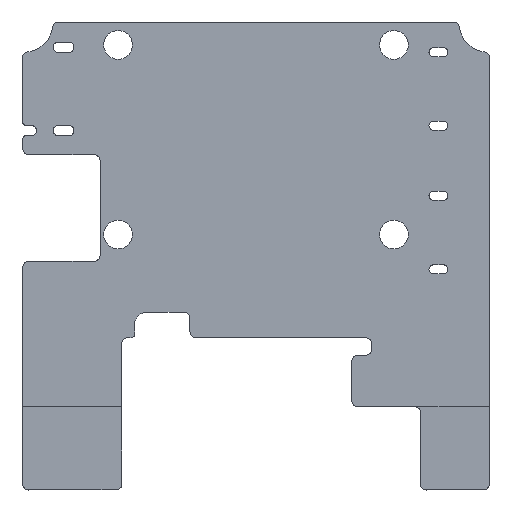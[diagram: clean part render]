
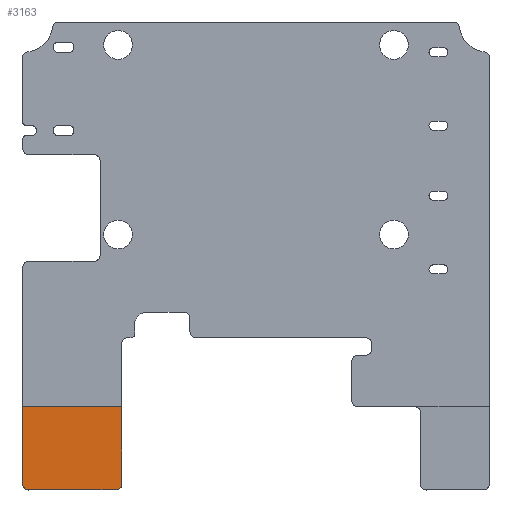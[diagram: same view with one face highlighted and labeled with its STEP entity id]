
A CAD part, top view. The second image highlights one B-rep face of the part: STEP entity #3163.
In plain terms, the highlighted planar face has unit normal (0, 0, 1).
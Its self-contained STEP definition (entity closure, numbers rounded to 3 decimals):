
#23 = DIRECTION ( 'NONE',  ( 1., 0., 0. ) ) ;
#150 = VERTEX_POINT ( 'NONE', #1863 ) ;
#323 = CARTESIAN_POINT ( 'NONE',  ( 21.537, 22.466, -1. ) ) ;
#339 = LINE ( 'NONE', #1330, #1335 ) ;
#410 = VERTEX_POINT ( 'NONE', #1033 ) ;
#419 = LINE ( 'NONE', #1360, #1355 ) ;
#449 = DIRECTION ( 'NONE',  ( 1., 0., 0. ) ) ;
#549 = EDGE_CURVE ( 'NONE', #3195, #2070, #2554, .T. ) ;
#646 = EDGE_CURVE ( 'NONE', #410, #2235, #419, .T. ) ;
#647 = FACE_OUTER_BOUND ( 'NONE', #2764, .T. ) ;
#700 = ORIENTED_EDGE ( 'NONE', *, *, #2558, .F. ) ;
#798 = CARTESIAN_POINT ( 'NONE',  ( 21.537, 22.466, -1. ) ) ;
#1033 = CARTESIAN_POINT ( 'NONE',  ( 38.795, 22.466, -1. ) ) ;
#1045 = DIRECTION ( 'NONE',  ( 1., 0., 0. ) ) ;
#1097 = DIRECTION ( 'NONE',  ( 0., -1., 0. ) ) ;
#1195 = CARTESIAN_POINT ( 'NONE',  ( 37.795, 8.966, -1. ) ) ;
#1313 = DIRECTION ( 'NONE',  ( 0., 1., 0. ) ) ;
#1330 = CARTESIAN_POINT ( 'NONE',  ( 21.537, 7.966, -1. ) ) ;
#1335 = VECTOR ( 'NONE', #2303, 1000. ) ;
#1355 = VECTOR ( 'NONE', #1097, 1000. ) ;
#1360 = CARTESIAN_POINT ( 'NONE',  ( 38.795, 0., -1. ) ) ;
#1389 = AXIS2_PLACEMENT_3D ( 'NONE', #2439, #2396, #3170 ) ;
#1393 = PLANE ( 'NONE',  #1389 ) ;
#1546 = CIRCLE ( 'NONE', #2752, 1. ) ;
#1606 = CIRCLE ( 'NONE', #2094, 1. ) ;
#1863 = CARTESIAN_POINT ( 'NONE',  ( 22.537, 7.966, -1. ) ) ;
#1905 = CARTESIAN_POINT ( 'NONE',  ( 37.795, 7.966, -1. ) ) ;
#1952 = DIRECTION ( 'NONE',  ( 0., 0., 1. ) ) ;
#1971 = VERTEX_POINT ( 'NONE', #1905 ) ;
#2038 = LINE ( 'NONE', #798, #2146 ) ;
#2070 = VERTEX_POINT ( 'NONE', #2947 ) ;
#2094 = AXIS2_PLACEMENT_3D ( 'NONE', #1195, #1952, #449 ) ;
#2112 = CARTESIAN_POINT ( 'NONE',  ( 22.537, 8.966, -1. ) ) ;
#2146 = VECTOR ( 'NONE', #23, 1000. ) ;
#2235 = VERTEX_POINT ( 'NONE', #3071 ) ;
#2296 = CARTESIAN_POINT ( 'NONE',  ( 21.537, 8.966, -1. ) ) ;
#2303 = DIRECTION ( 'NONE',  ( -1., 0., 0. ) ) ;
#2396 = DIRECTION ( 'NONE',  ( 0., 0., 1. ) ) ;
#2439 = CARTESIAN_POINT ( 'NONE',  ( 0., 0., -1. ) ) ;
#2507 = ORIENTED_EDGE ( 'NONE', *, *, #549, .F. ) ;
#2554 = LINE ( 'NONE', #323, #3098 ) ;
#2558 = EDGE_CURVE ( 'NONE', #1971, #150, #339, .T. ) ;
#2633 = ORIENTED_EDGE ( 'NONE', *, *, #646, .F. ) ;
#2745 = ORIENTED_EDGE ( 'NONE', *, *, #2823, .T. ) ;
#2752 = AXIS2_PLACEMENT_3D ( 'NONE', #2112, #2831, #1045 ) ;
#2764 = EDGE_LOOP ( 'NONE', ( #700, #2817, #2633, #2894, #2507, #2745 ) ) ;
#2817 = ORIENTED_EDGE ( 'NONE', *, *, #3147, .T. ) ;
#2823 = EDGE_CURVE ( 'NONE', #3195, #150, #1546, .T. ) ;
#2831 = DIRECTION ( 'NONE',  ( 0., 0., 1. ) ) ;
#2894 = ORIENTED_EDGE ( 'NONE', *, *, #3185, .F. ) ;
#2947 = CARTESIAN_POINT ( 'NONE',  ( 21.537, 22.466, -1. ) ) ;
#3071 = CARTESIAN_POINT ( 'NONE',  ( 38.795, 8.966, -1. ) ) ;
#3098 = VECTOR ( 'NONE', #1313, 1000. ) ;
#3147 = EDGE_CURVE ( 'NONE', #1971, #2235, #1606, .T. ) ;
#3163 = ADVANCED_FACE ( 'NONE', ( #647 ), #1393, .T. ) ;
#3170 = DIRECTION ( 'NONE',  ( 1., 0., 0. ) ) ;
#3185 = EDGE_CURVE ( 'NONE', #2070, #410, #2038, .T. ) ;
#3195 = VERTEX_POINT ( 'NONE', #2296 ) ;
